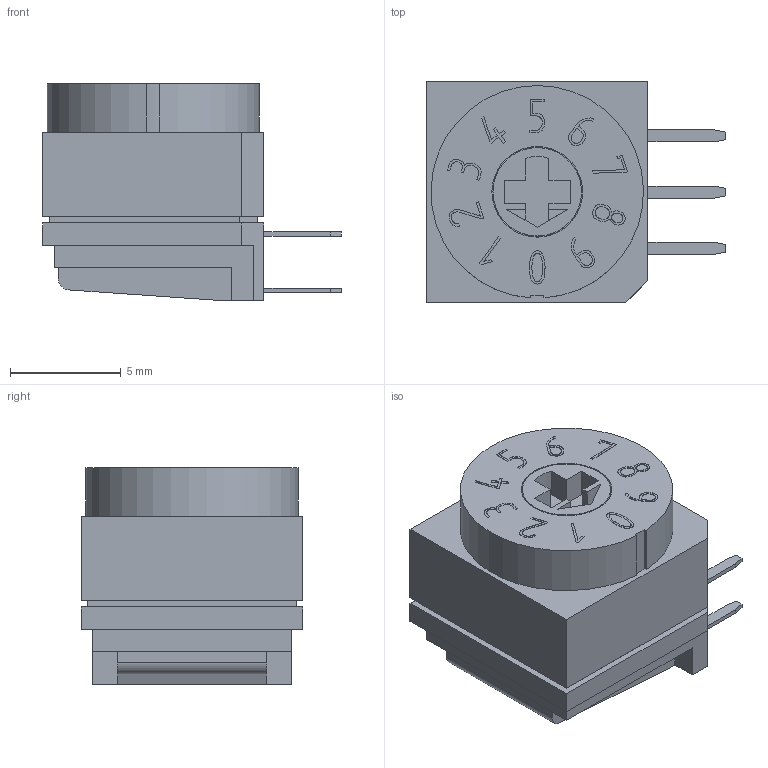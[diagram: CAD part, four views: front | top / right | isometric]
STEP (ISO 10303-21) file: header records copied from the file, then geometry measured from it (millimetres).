
FILE_DESCRIPTION( ( 'Unknown' ), '1' );
FILE_NAME( '42842752091x_10_Pos.stp', 'Unknown', ( 'Unknown' ), ( 'Unknown' ), 'PSStep 16.0.42', 'Unknown', ' ' );
FILE_SCHEMA( ( 'AUTOMOTIVE_DESIGN { 1 0 10303 214 1 1 1 1 }' ) );
Length unit declared in the file: millimetre
Products named in the file (1): 1
Bounding box: 13.5 x 10 x 9.8 mm (x, y, z)
Volume: 825.6 mm3; surface area: 683.8 mm2
Topology: 1 solids, 1 shells, 205 faces, 531 edges, 352 vertices
Faces by surface type: plane 171, extrusion 28, cylinder 6
Full cylindrical faces by diameter (mm): 4 x1, 4.1 x1
Entity records: 8720 total; most frequent: CARTESIAN_POINT 2348, ORIENTED_EDGE 1050, DIRECTION 771, EDGE_CURVE 525, VECTOR 391, LINE 363, VERTEX_POINT 352, EDGE_LOOP 235
